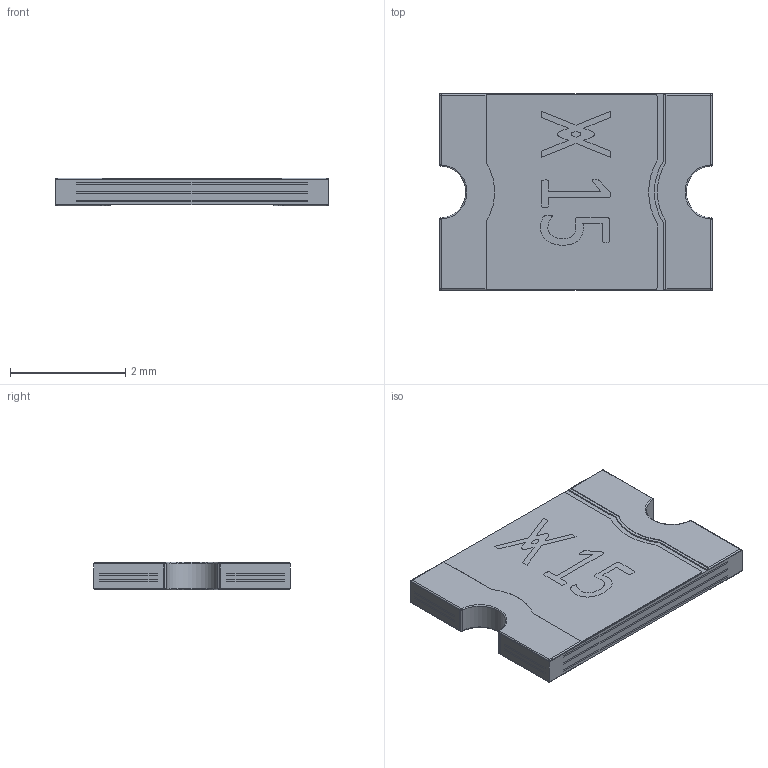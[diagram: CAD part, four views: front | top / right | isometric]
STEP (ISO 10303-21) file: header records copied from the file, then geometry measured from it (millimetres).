
FILE_DESCRIPTION (( 'STEP AP214' ), '1' );
FILE_NAME ('6C12B497-7C2A-4685-9F8D-CB052A2995CD.STEP', '2025-05-16T08:16:05', ( '' ), ( '' ), 'SwSTEP 2.0', 'SolidWorks 2022', '' );
FILE_SCHEMA (( 'AUTOMOTIVE_DESIGN' ));
Length unit declared in the file: millimetre
Products named in the file (1): 6C12B497-7C2A-4685-9F8D-CB052A2995CD
Bounding box: 4.73 x 3.41 x 0.48 mm (x, y, z)
Volume: 7.1 mm3; surface area: 39.2 mm2
Topology: 1 solids, 1 shells, 123 faces, 393 edges, 270 vertices
Faces by surface type: plane 50, cylinder 44, sphere 20, torus 9
Entity records: 5084 total; most frequent: CARTESIAN_POINT 1081, ORIENTED_EDGE 746, DIRECTION 719, EDGE_CURVE 373, VERTEX_POINT 270, AXIS2_PLACEMENT_3D 247, LINE 225, VECTOR 225
